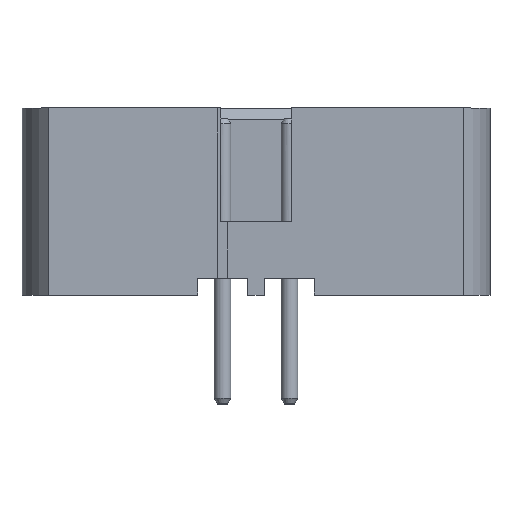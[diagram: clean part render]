
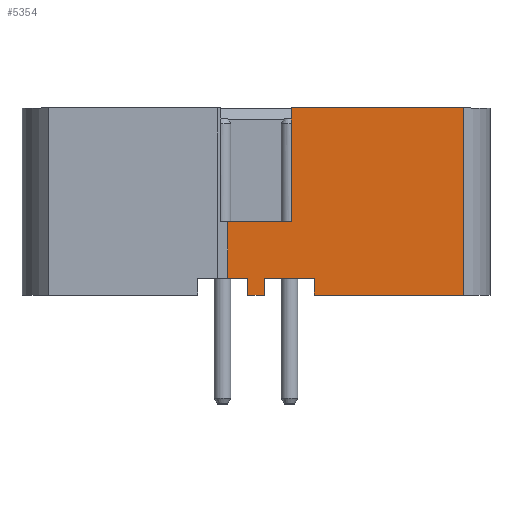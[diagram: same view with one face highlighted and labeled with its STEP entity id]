
A CAD part, top view. The second image highlights one B-rep face of the part: STEP entity #5354.
In plain terms, the highlighted planar face has unit normal (0, 0, 1).
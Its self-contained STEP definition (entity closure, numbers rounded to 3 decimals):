
#812=EDGE_CURVE('',#2350,#2347,#2351,.T.);
#938=EDGE_CURVE('',#2521,#2524,#2525,.T.);
#1028=EDGE_CURVE('',#2524,#2644,#2645,.T.);
#1062=EDGE_CURVE('',#2686,#2687,#2688,.T.);
#1064=EDGE_CURVE('',#2690,#2686,#2691,.T.);
#1066=EDGE_CURVE('',#2693,#2690,#2694,.T.);
#1068=EDGE_CURVE('',#2696,#2693,#2697,.T.);
#1070=EDGE_CURVE('',#2644,#2696,#2699,.T.);
#1072=EDGE_CURVE('',#2350,#2521,#2701,.T.);
#1074=EDGE_CURVE('',#2347,#2703,#2704,.T.);
#1076=EDGE_CURVE('',#2703,#2706,#2707,.T.);
#1078=EDGE_CURVE('',#2706,#2687,#2709,.T.);
#2347=VERTEX_POINT('',#4372);
#2350=VERTEX_POINT('',#4377);
#2351=LINE('',#4378,#4379);
#2521=VERTEX_POINT('',#4651);
#2524=VERTEX_POINT('',#4656);
#2525=LINE('',#4657,#4658);
#2644=VERTEX_POINT('',#4851);
#2645=LINE('',#4852,#4853);
#2686=VERTEX_POINT('',#4927);
#2687=VERTEX_POINT('',#4928);
#2688=LINE('',#4929,#4930);
#2690=VERTEX_POINT('',#4933);
#2691=LINE('',#4934,#4935);
#2693=VERTEX_POINT('',#4938);
#2694=LINE('',#4939,#4940);
#2696=VERTEX_POINT('',#4943);
#2697=LINE('',#4944,#4945);
#2699=LINE('',#4948,#4949);
#2701=LINE('',#4952,#4953);
#2703=VERTEX_POINT('',#4956);
#2704=LINE('',#4957,#4958);
#2706=VERTEX_POINT('',#4961);
#2707=LINE('',#4962,#4963);
#2709=LINE('',#4966,#4967);
#4372=CARTESIAN_POINT('',(1.05,3.4,2.775));
#4377=CARTESIAN_POINT('',(6.2,3.4,2.775));
#4378=CARTESIAN_POINT('',(6.2,3.4,2.775));
#4379=VECTOR('',#11479,5.15);
#4651=CARTESIAN_POINT('',(6.2,-2.2,2.775));
#4656=CARTESIAN_POINT('',(1.75,-2.2,2.775));
#4657=CARTESIAN_POINT('',(6.2,-2.2,2.775));
#4658=VECTOR('',#11584,4.45);
#4851=CARTESIAN_POINT('',(1.75,-1.7,2.775));
#4852=CARTESIAN_POINT('',(1.75,-2.2,2.775));
#4853=VECTOR('',#11659,0.5);
#4927=CARTESIAN_POINT('',(-0.25,-1.7,2.775));
#4928=CARTESIAN_POINT('',(-0.85,-1.7,2.775));
#4929=CARTESIAN_POINT('',(-0.25,-1.7,2.775));
#4930=VECTOR('',#11676,0.6);
#4933=CARTESIAN_POINT('',(-0.25,-2.2,2.775));
#4934=CARTESIAN_POINT('',(-0.25,-2.2,2.775));
#4935=VECTOR('',#11677,0.5);
#4938=CARTESIAN_POINT('',(0.25,-2.2,2.775));
#4939=CARTESIAN_POINT('',(0.25,-2.2,2.775));
#4940=VECTOR('',#11678,0.5);
#4943=CARTESIAN_POINT('',(0.25,-1.7,2.775));
#4944=CARTESIAN_POINT('',(0.25,-1.7,2.775));
#4945=VECTOR('',#11679,0.5);
#4948=CARTESIAN_POINT('',(1.75,-1.7,2.775));
#4949=VECTOR('',#11680,1.5);
#4952=CARTESIAN_POINT('',(6.2,3.4,2.775));
#4953=VECTOR('',#11681,5.6);
#4956=CARTESIAN_POINT('',(1.05,0.0,2.775));
#4957=CARTESIAN_POINT('',(1.05,3.4,2.775));
#4958=VECTOR('',#11682,3.4);
#4961=CARTESIAN_POINT('',(-0.85,0.0,2.775));
#4962=CARTESIAN_POINT('',(1.05,0.0,2.775));
#4963=VECTOR('',#11683,1.9);
#4966=CARTESIAN_POINT('',(-0.85,0.0,2.775));
#4967=VECTOR('',#11684,1.7);
#5354=ADVANCED_FACE('',(#11904),#11905,.T.);
#11479=DIRECTION('',(-1.0,0.0,0.0));
#11584=DIRECTION('',(-1.0,0.0,0.0));
#11659=DIRECTION('',(0.0,1.0,0.0));
#11676=DIRECTION('',(-1.0,0.0,0.0));
#11677=DIRECTION('',(0.0,1.0,0.0));
#11678=DIRECTION('',(-1.0,0.0,0.0));
#11679=DIRECTION('',(0.0,-1.0,0.0));
#11680=DIRECTION('',(-1.0,0.0,0.0));
#11681=DIRECTION('',(0.0,-1.0,0.0));
#11682=DIRECTION('',(0.0,-1.0,0.0));
#11683=DIRECTION('',(-1.0,0.0,0.0));
#11684=DIRECTION('',(0.0,-1.0,0.0));
#11904=FACE_OUTER_BOUND('',#13261,.T.);
#11905=PLANE('',#13262);
#13261=EDGE_LOOP('',(#17820,#17821,#17822,#17823,#17824,#17825,#17826,#17827,#17828,#17829,#17830,#17831));
#13262=AXIS2_PLACEMENT_3D('',#17832,#17833,#17834);
#17820=ORIENTED_EDGE('',*,*,#1062,.F.);
#17821=ORIENTED_EDGE('',*,*,#1064,.F.);
#17822=ORIENTED_EDGE('',*,*,#1066,.F.);
#17823=ORIENTED_EDGE('',*,*,#1068,.F.);
#17824=ORIENTED_EDGE('',*,*,#1070,.F.);
#17825=ORIENTED_EDGE('',*,*,#1028,.F.);
#17826=ORIENTED_EDGE('',*,*,#938,.F.);
#17827=ORIENTED_EDGE('',*,*,#1072,.F.);
#17828=ORIENTED_EDGE('',*,*,#812,.T.);
#17829=ORIENTED_EDGE('',*,*,#1074,.T.);
#17830=ORIENTED_EDGE('',*,*,#1076,.T.);
#17831=ORIENTED_EDGE('',*,*,#1078,.T.);
#17832=CARTESIAN_POINT('',(6.2,3.4,2.775));
#17833=DIRECTION('',(0.0,0.0,1.0));
#17834=DIRECTION('',(1.0,0.0,0.0));
